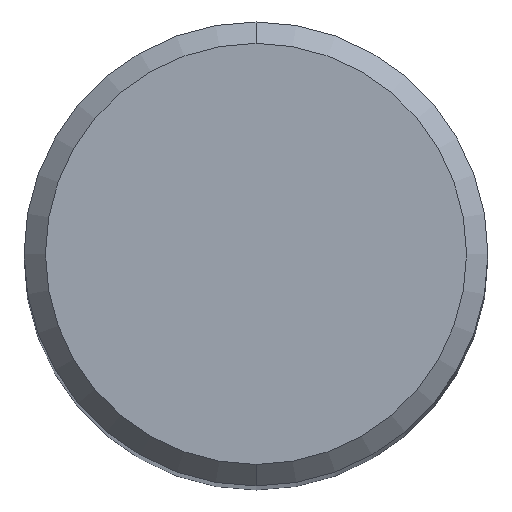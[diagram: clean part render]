
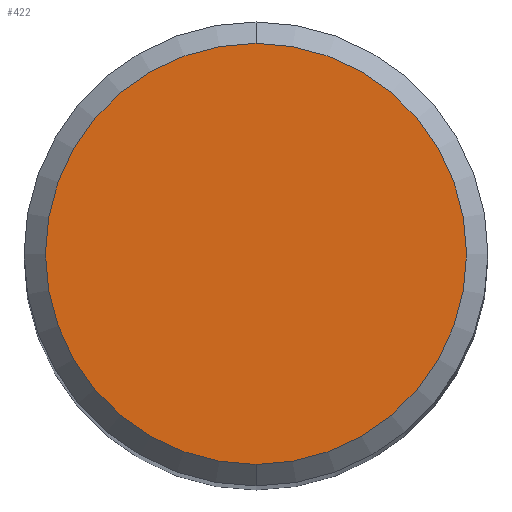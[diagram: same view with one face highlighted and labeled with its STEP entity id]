
A CAD part, top view. The second image highlights one B-rep face of the part: STEP entity #422.
In plain terms, the highlighted planar face has unit normal (0, 0, 1).
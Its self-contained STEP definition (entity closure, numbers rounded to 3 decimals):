
#292=VERTEX_POINT('',#604);
#324=VERTEX_POINT('',#641);
#344=EDGE_CURVE('',#324,#292,#663,.T.);
#362=EDGE_CURVE('',#292,#324,#684,.T.);
#422=ADVANCED_FACE('',(#749),#750,.T.);
#604=CARTESIAN_POINT('',(0.0,5.9,0.0));
#641=CARTESIAN_POINT('',(0.,-5.9,0.0));
#663=CIRCLE('',#1238,5.9);
#684=CIRCLE('',#1291,5.9);
#749=FACE_OUTER_BOUND('',#1439,.T.);
#750=PLANE('',#1440);
#1238=AXIS2_PLACEMENT_3D('',#1686,#1687,#1688);
#1291=AXIS2_PLACEMENT_3D('',#1718,#1719,#1720);
#1439=EDGE_LOOP('',(#1788,#1789));
#1440=AXIS2_PLACEMENT_3D('',#1790,#1791,#1792);
#1686=CARTESIAN_POINT('',(0.0,0.0,0.0));
#1687=DIRECTION('',(0.0,0.0,-1.0));
#1688=DIRECTION('',(0.0,1.0,0.0));
#1718=CARTESIAN_POINT('',(0.0,0.0,0.0));
#1719=DIRECTION('',(0.0,0.0,-1.0));
#1720=DIRECTION('',(0.0,1.0,0.0));
#1788=ORIENTED_EDGE('',*,*,#362,.F.);
#1789=ORIENTED_EDGE('',*,*,#344,.F.);
#1790=CARTESIAN_POINT('',(0.0,2.95,0.0));
#1791=DIRECTION('',(-0.0,0.0,1.0));
#1792=DIRECTION('',(0.0,-1.0,0.0));
